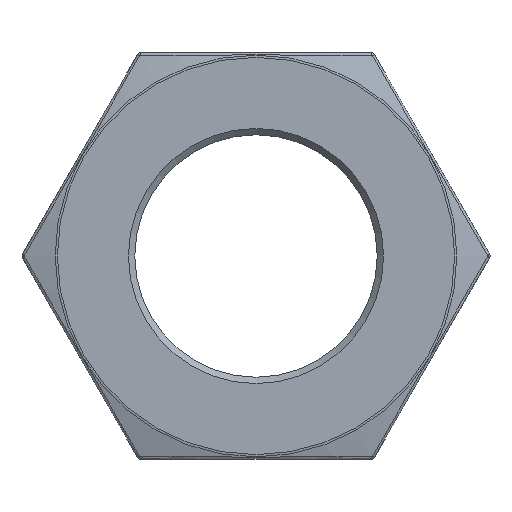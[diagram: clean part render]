
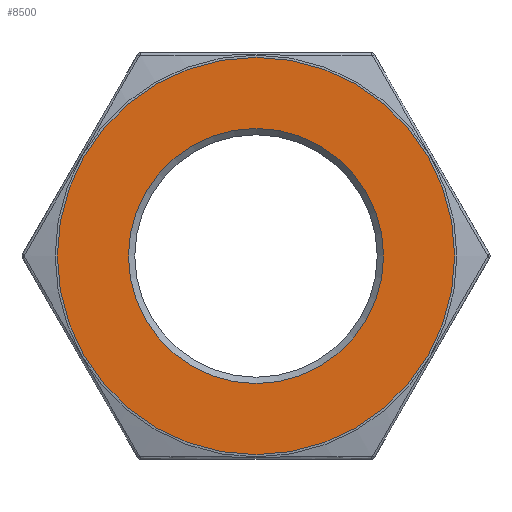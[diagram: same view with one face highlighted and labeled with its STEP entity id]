
A CAD part, left-side view. The second image highlights one B-rep face of the part: STEP entity #8500.
In plain terms, the highlighted planar face has unit normal (-1, 0, 0).
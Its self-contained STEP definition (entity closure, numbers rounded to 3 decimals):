
#1337 = EDGE_CURVE ( 'NONE', #15485, #15485, #12444, .T. ) ;
#1853 = ORIENTED_EDGE ( 'NONE', *, *, #1337, .T. ) ;
#2862 = AXIS2_PLACEMENT_3D ( 'NONE', #4081, #2985, #16001 ) ;
#2985 = DIRECTION ( 'NONE',  ( -1., 0., 0. ) ) ;
#4081 = CARTESIAN_POINT ( 'NONE',  ( 0., 0., 0. ) ) ;
#4233 = DIRECTION ( 'NONE',  ( -1., 0., 0. ) ) ;
#4588 = EDGE_CURVE ( 'NONE', #10346, #10346, #9413, .T. ) ;
#5504 = CARTESIAN_POINT ( 'NONE',  ( 0., 0., 0. ) ) ;
#6465 = CARTESIAN_POINT ( 'NONE',  ( 0., 46.437, 0. ) ) ;
#6782 = FACE_BOUND ( 'NONE', #13569, .T. ) ;
#7569 = AXIS2_PLACEMENT_3D ( 'NONE', #7830, #9200, #9278 ) ;
#7744 = FACE_OUTER_BOUND ( 'NONE', #13844, .T. ) ;
#7760 = CARTESIAN_POINT ( 'NONE',  ( 0., 0., 29.807 ) ) ;
#7830 = CARTESIAN_POINT ( 'NONE',  ( 0., 0., 0. ) ) ;
#8500 = ADVANCED_FACE ( 'NONE', ( #7744, #6782 ), #15889, .F. ) ;
#9200 = DIRECTION ( 'NONE',  ( 1., 0., 0. ) ) ;
#9278 = DIRECTION ( 'NONE',  ( 0., 1., 0. ) ) ;
#9413 = CIRCLE ( 'NONE', #2862, 29.807 ) ;
#10346 = VERTEX_POINT ( 'NONE', #7760 ) ;
#11094 = ORIENTED_EDGE ( 'NONE', *, *, #4588, .F. ) ;
#12444 = CIRCLE ( 'NONE', #15190, 46.437 ) ;
#13569 = EDGE_LOOP ( 'NONE', ( #11094 ) ) ;
#13844 = EDGE_LOOP ( 'NONE', ( #1853 ) ) ;
#15190 = AXIS2_PLACEMENT_3D ( 'NONE', #5504, #4233, #15808 ) ;
#15485 = VERTEX_POINT ( 'NONE', #6465 ) ;
#15808 = DIRECTION ( 'NONE',  ( 0., 1., 0. ) ) ;
#15889 = PLANE ( 'NONE',  #7569 ) ;
#16001 = DIRECTION ( 'NONE',  ( 0., 0., 1. ) ) ;
